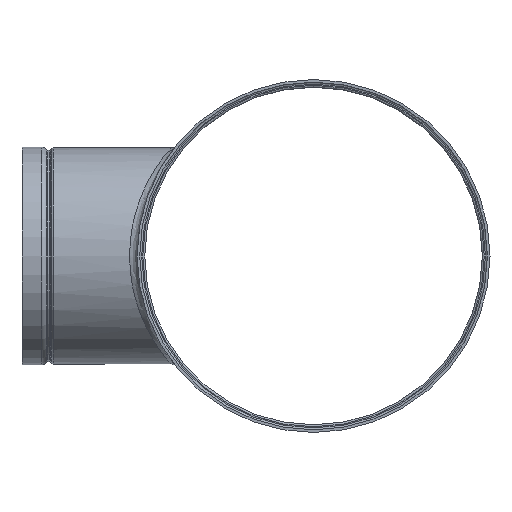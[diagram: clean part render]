
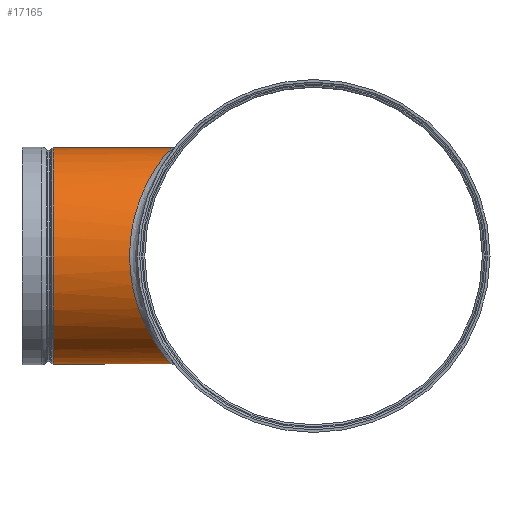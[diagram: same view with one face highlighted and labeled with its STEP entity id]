
A CAD part, left-side view. The second image highlights one B-rep face of the part: STEP entity #17165.
In plain terms, the highlighted cylindrical face has radius 83.579 mm (diameter 167.157 mm), a full revolution.
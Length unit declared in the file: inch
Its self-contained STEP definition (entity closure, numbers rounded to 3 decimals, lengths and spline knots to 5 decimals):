
#16 = CARTESIAN_POINT ( 'NONE',  ( 1.11026, 4.4992, 3.10483 ) ) ;
#597 = EDGE_LOOP ( 'NONE', ( #14027 ) ) ;
#1366 = CARTESIAN_POINT ( 'NONE',  ( -2.8755, 5.32629, -1.69704 ) ) ;
#1415 = CARTESIAN_POINT ( 'NONE',  ( 0.25365, 4.3426, 3.29052 ) ) ;
#2296 = DIRECTION ( 'NONE',  ( 0., 1., 0. ) ) ;
#2630 = VERTEX_POINT ( 'NONE', #18213 ) ;
#2703 = EDGE_CURVE ( 'NONE', #14730, #14730, #4143, .T. ) ;
#2931 = CARTESIAN_POINT ( 'NONE',  ( 3.25293, 5.57684, -0.76877 ) ) ;
#2999 = CARTESIAN_POINT ( 'NONE',  ( 0., 4.34258, 3.29053 ) ) ;
#3063 = CARTESIAN_POINT ( 'NONE',  ( 2.07033, 4.87093, 2.59088 ) ) ;
#3665 = CYLINDRICAL_SURFACE ( 'NONE', #17473, 3.2905 ) ;
#4143 = CIRCLE ( 'NONE', #18339, 3.2905 ) ;
#4339 = CARTESIAN_POINT ( 'NONE',  ( -3.32026, 5.62326, 0.00014 ) ) ;
#4403 = CARTESIAN_POINT ( 'NONE',  ( -0.67703, 4.37717, -3.25116 ) ) ;
#4609 = CARTESIAN_POINT ( 'NONE',  ( 2.8754, 5.32615, -1.69691 ) ) ;
#4669 = DIRECTION ( 'NONE',  ( 0., 1., 0. ) ) ;
#5833 = EDGE_CURVE ( 'NONE', #2630, #2630, #13320, .T. ) ;
#6088 = CARTESIAN_POINT ( 'NONE',  ( -1.69213, 4.67155, 2.89458 ) ) ;
#6761 = FACE_OUTER_BOUND ( 'NONE', #10114, .T. ) ;
#7363 = CARTESIAN_POINT ( 'NONE',  ( -3.23109, 5.56251, 0.76099 ) ) ;
#7540 = CARTESIAN_POINT ( 'NONE',  ( -2.97605, 5.39282, 1.4676 ) ) ;
#8817 = CARTESIAN_POINT ( 'NONE',  ( -2.449, 5.06875, 2.28811 ) ) ;
#8930 = CARTESIAN_POINT ( 'NONE',  ( 3.3338, 5.63276, 0.2595 ) ) ;
#8999 = CARTESIAN_POINT ( 'NONE',  ( 0.63401, 4.38258, 3.24585 ) ) ;
#9897 = DIRECTION ( 'NONE',  ( -1., 0., 0. ) ) ;
#10114 = EDGE_LOOP ( 'NONE', ( #14786 ) ) ;
#10416 = CARTESIAN_POINT ( 'NONE',  ( -0.76104, 4.39579, 3.23101 ) ) ;
#10483 = CARTESIAN_POINT ( 'NONE',  ( -0.25363, 4.34256, 3.29053 ) ) ;
#11762 = CARTESIAN_POINT ( 'NONE',  ( -2.26528, 4.96587, -2.44932 ) ) ;
#11830 = CARTESIAN_POINT ( 'NONE',  ( 0.00001, 4.34258, 3.29053 ) ) ;
#11893 = CARTESIAN_POINT ( 'NONE',  ( 0., 4.34258, 3.29053 ) ) ;
#11978 = CARTESIAN_POINT ( 'NONE',  ( -3.2905, 7.9352, 0. ) ) ;
#13273 = CARTESIAN_POINT ( 'NONE',  ( -1.47171, 4.59396, -2.99651 ) ) ;
#13320 = B_SPLINE_CURVE_WITH_KNOTS ( 'NONE', 3,
 ( #11893, #10483, #10416, #6088, #8817, #7540, #7363, #4339, #16345, #1366, #11762, #13273, #4403, #14833, #19302, #14708, #17990, #4609, #2931, #8930, #16295, #17930, #3063, #17795, #16, #8999, #1415, #11830, #13402, #14900, #2999 ),
 .UNSPECIFIED., .T., .F.,
 ( 4, 1, 1, 1, 1, 1, 1, 1, 1, 1, 1, 1, 1, 1, 1, 1, 1, 1, 1, 1, 1, 1, 1, 1, 1, 3, 4 ),
 ( 0., 0.03571, 0.07143, 0.14286, 0.17857, 0.21429, 0.25, 0.28571, 0.33333, 0.38095, 0.42857, 0.47619, 0.5, 0.52381, 0.57143, 0.61905, 0.66667, 0.71429, 0.7619, 0.80952, 0.85714, 0.89286, 0.92857, 0.94643, 0.96429, 1., 1. ),
 .UNSPECIFIED. ) ;
#13402 = CARTESIAN_POINT ( 'NONE',  ( 0.00001, 4.34258, 3.29053 ) ) ;
#14027 = ORIENTED_EDGE ( 'NONE', *, *, #5833, .F. ) ;
#14708 = CARTESIAN_POINT ( 'NONE',  ( 1.47169, 4.5939, -2.99649 ) ) ;
#14730 = VERTEX_POINT ( 'NONE', #11978 ) ;
#14786 = ORIENTED_EDGE ( 'NONE', *, *, #2703, .F. ) ;
#14833 = CARTESIAN_POINT ( 'NONE',  ( -0.00005, 4.33115, -3.30361 ) ) ;
#14900 = CARTESIAN_POINT ( 'NONE',  ( 0., 4.34258, 3.29053 ) ) ;
#14964 = DIRECTION ( 'NONE',  ( 1., 0., 0. ) ) ;
#16295 = CARTESIAN_POINT ( 'NONE',  ( 3.09723, 5.4712, 1.25171 ) ) ;
#16345 = CARTESIAN_POINT ( 'NONE',  ( -3.22122, 5.55574, -0.846 ) ) ;
#16476 = CARTESIAN_POINT ( 'NONE',  ( 0., 3.98322, 0. ) ) ;
#17165 = ADVANCED_FACE ( 'NONE', ( #6761, #17896 ), #3665, .T. ) ;
#17473 = AXIS2_PLACEMENT_3D ( 'NONE', #16476, #4669, #14964 ) ;
#17795 = CARTESIAN_POINT ( 'NONE',  ( 1.56135, 4.64682, 2.91435 ) ) ;
#17896 = FACE_OUTER_BOUND ( 'NONE', #597, .T. ) ;
#17930 = CARTESIAN_POINT ( 'NONE',  ( 2.63754, 5.18017, 2.02698 ) ) ;
#17990 = CARTESIAN_POINT ( 'NONE',  ( 2.26531, 4.966, -2.44933 ) ) ;
#18213 = CARTESIAN_POINT ( 'NONE',  ( 0., 4.34258, 3.29053 ) ) ;
#18339 = AXIS2_PLACEMENT_3D ( 'NONE', #18736, #2296, #9897 ) ;
#18736 = CARTESIAN_POINT ( 'NONE',  ( 0., 7.9352, 0. ) ) ;
#19302 = CARTESIAN_POINT ( 'NONE',  ( 0.67713, 4.3772, -3.25117 ) ) ;
